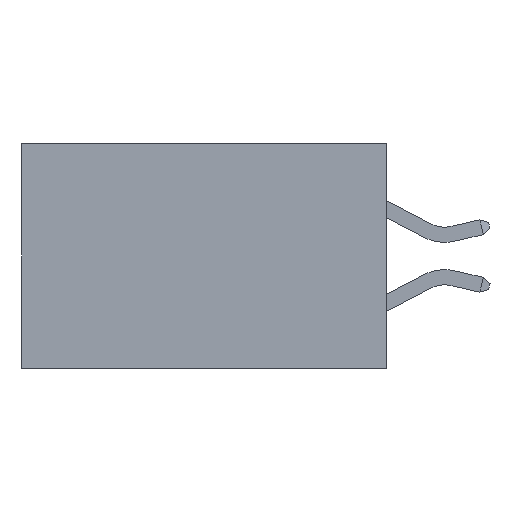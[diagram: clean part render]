
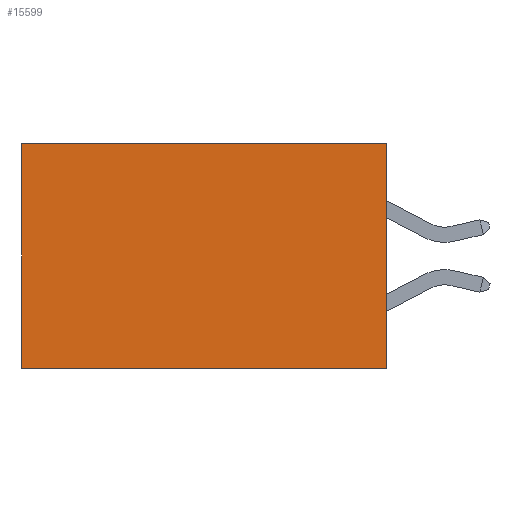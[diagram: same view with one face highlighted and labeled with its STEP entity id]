
A CAD part, left-side view. The second image highlights one B-rep face of the part: STEP entity #15599.
In plain terms, the highlighted planar face has unit normal (-1, 0, 0).
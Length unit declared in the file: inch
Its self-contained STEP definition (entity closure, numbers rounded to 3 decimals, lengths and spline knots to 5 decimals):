
#907 = CARTESIAN_POINT ( 'NONE',  ( 0.298, 0.6, 0. ) ) ;
#920 = LINE ( 'NONE', #14518, #15859 ) ;
#1063 = DIRECTION ( 'NONE',  ( 0., 0., -1. ) ) ;
#1286 = DIRECTION ( 'NONE',  ( 0., 0., -1. ) ) ;
#1507 = VERTEX_POINT ( 'NONE', #7083 ) ;
#2308 = EDGE_CURVE ( 'NONE', #18910, #13168, #2353, .T. ) ;
#2353 = LINE ( 'NONE', #14951, #6836 ) ;
#2464 = DIRECTION ( 'NONE',  ( 0., 0., -1. ) ) ;
#3052 = VECTOR ( 'NONE', #2464, 39.37008 ) ;
#5540 = EDGE_CURVE ( 'NONE', #1507, #5708, #14273, .T. ) ;
#5708 = VERTEX_POINT ( 'NONE', #7297 ) ;
#5956 = DIRECTION ( 'NONE',  ( 0., 1., 0. ) ) ;
#6576 = DIRECTION ( 'NONE',  ( 0., 1., 0. ) ) ;
#6734 = FACE_OUTER_BOUND ( 'NONE', #6795, .T. ) ;
#6795 = EDGE_LOOP ( 'NONE', ( #15344, #8903, #7161, #18065 ) ) ;
#6836 = VECTOR ( 'NONE', #5956, 39.37008 ) ;
#7026 = EDGE_CURVE ( 'NONE', #1507, #18910, #920, .T. ) ;
#7083 = CARTESIAN_POINT ( 'NONE',  ( 0.298, 0., 0. ) ) ;
#7161 = ORIENTED_EDGE ( 'NONE', *, *, #7026, .F. ) ;
#7297 = CARTESIAN_POINT ( 'NONE',  ( 0.298, 0.6, 0. ) ) ;
#8903 = ORIENTED_EDGE ( 'NONE', *, *, #2308, .F. ) ;
#9152 = LINE ( 'NONE', #907, #3052 ) ;
#9744 = VECTOR ( 'NONE', #6576, 39.37008 ) ;
#11305 = EDGE_CURVE ( 'NONE', #5708, #13168, #9152, .T. ) ;
#12147 = AXIS2_PLACEMENT_3D ( 'NONE', #14728, #16390, #1286 ) ;
#12843 = CARTESIAN_POINT ( 'NONE',  ( 0.298, 0., 0. ) ) ;
#13168 = VERTEX_POINT ( 'NONE', #15023 ) ;
#14273 = LINE ( 'NONE', #12843, #9744 ) ;
#14518 = CARTESIAN_POINT ( 'NONE',  ( 0.298, 0., 0. ) ) ;
#14728 = CARTESIAN_POINT ( 'NONE',  ( 0.298, 0., 0. ) ) ;
#14951 = CARTESIAN_POINT ( 'NONE',  ( 0.298, 0., -0.37 ) ) ;
#15023 = CARTESIAN_POINT ( 'NONE',  ( 0.298, 0.6, -0.37 ) ) ;
#15344 = ORIENTED_EDGE ( 'NONE', *, *, #11305, .T. ) ;
#15599 = ADVANCED_FACE ( 'NONE', ( #6734 ), #19210, .F. ) ;
#15859 = VECTOR ( 'NONE', #1063, 39.37008 ) ;
#16390 = DIRECTION ( 'NONE',  ( 1., 0., 0. ) ) ;
#18020 = CARTESIAN_POINT ( 'NONE',  ( 0.298, 0., -0.37 ) ) ;
#18065 = ORIENTED_EDGE ( 'NONE', *, *, #5540, .T. ) ;
#18910 = VERTEX_POINT ( 'NONE', #18020 ) ;
#19210 = PLANE ( 'NONE',  #12147 ) ;
